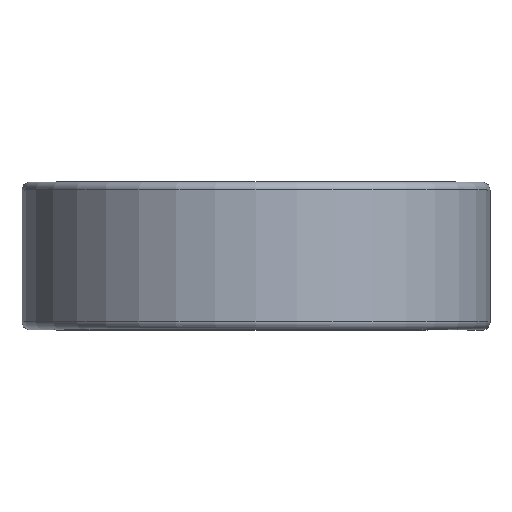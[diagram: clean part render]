
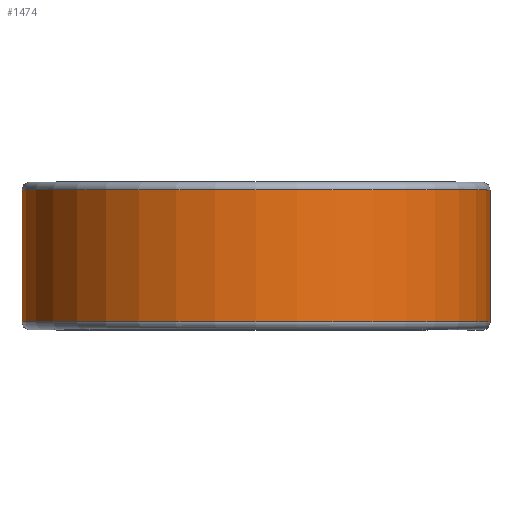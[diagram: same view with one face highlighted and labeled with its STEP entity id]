
A CAD part, top view. The second image highlights one B-rep face of the part: STEP entity #1474.
In plain terms, the highlighted cylindrical face has radius 22.644 mm (diameter 45.288 mm), a partial arc.
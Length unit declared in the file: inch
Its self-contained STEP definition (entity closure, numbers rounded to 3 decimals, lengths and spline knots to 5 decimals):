
#149 = LINE ( 'NONE', #1965, #2373 ) ;
#163 = DIRECTION ( 'NONE',  ( 0., 1., 0. ) ) ;
#204 = ORIENTED_EDGE ( 'NONE', *, *, #1519, .F. ) ;
#439 = VERTEX_POINT ( 'NONE', #831 ) ;
#561 = VERTEX_POINT ( 'NONE', #1229 ) ;
#618 = AXIS2_PLACEMENT_3D ( 'NONE', #1145, #2319, #1321 ) ;
#653 = ORIENTED_EDGE ( 'NONE', *, *, #1781, .T. ) ;
#831 = CARTESIAN_POINT ( 'NONE',  ( 0.8915, -0.25125, 0. ) ) ;
#895 = CARTESIAN_POINT ( 'NONE',  ( 0., 0.25125, -0.8915 ) ) ;
#1070 = CARTESIAN_POINT ( 'NONE',  ( 0., 0.25125, -0.8915 ) ) ;
#1114 = ORIENTED_EDGE ( 'NONE', *, *, #1382, .F. ) ;
#1145 = CARTESIAN_POINT ( 'NONE',  ( 0., 0.25125, 0. ) ) ;
#1185 = VERTEX_POINT ( 'NONE', #2343 ) ;
#1212 = DIRECTION ( 'NONE',  ( 0., -1., 0. ) ) ;
#1229 = CARTESIAN_POINT ( 'NONE',  ( 0., -0.25125, -0.8915 ) ) ;
#1321 = DIRECTION ( 'NONE',  ( 0., 0., -1. ) ) ;
#1382 = EDGE_CURVE ( 'NONE', #439, #561, #1389, .T. ) ;
#1389 = CIRCLE ( 'NONE', #1547, 0.8915 ) ;
#1400 = DIRECTION ( 'NONE',  ( 0., -1., 0. ) ) ;
#1436 = LINE ( 'NONE', #1070, #1939 ) ;
#1474 = ADVANCED_FACE ( 'NONE', ( #1628 ), #1873, .T. ) ;
#1519 = EDGE_CURVE ( 'NONE', #561, #2390, #1436, .T. ) ;
#1547 = AXIS2_PLACEMENT_3D ( 'NONE', #2209, #1212, #2382 ) ;
#1628 = FACE_OUTER_BOUND ( 'NONE', #1741, .T. ) ;
#1717 = EDGE_CURVE ( 'NONE', #439, #1185, #149, .T. ) ;
#1723 = CIRCLE ( 'NONE', #618, 0.8915 ) ;
#1734 = AXIS2_PLACEMENT_3D ( 'NONE', #2074, #1400, #2083 ) ;
#1741 = EDGE_LOOP ( 'NONE', ( #2400, #653, #204, #1114 ) ) ;
#1781 = EDGE_CURVE ( 'NONE', #1185, #2390, #1723, .T. ) ;
#1873 = CYLINDRICAL_SURFACE ( 'NONE', #1734, 0.8915 ) ;
#1939 = VECTOR ( 'NONE', #163, 39.37008 ) ;
#1965 = CARTESIAN_POINT ( 'NONE',  ( 0.8915, 0.25125, 0. ) ) ;
#2074 = CARTESIAN_POINT ( 'NONE',  ( 0., 0.25, 0. ) ) ;
#2083 = DIRECTION ( 'NONE',  ( 0., 0., -1. ) ) ;
#2209 = CARTESIAN_POINT ( 'NONE',  ( 0., -0.25125, 0. ) ) ;
#2303 = DIRECTION ( 'NONE',  ( 0., 1., 0. ) ) ;
#2319 = DIRECTION ( 'NONE',  ( 0., -1., 0. ) ) ;
#2343 = CARTESIAN_POINT ( 'NONE',  ( 0.8915, 0.25125, 0. ) ) ;
#2373 = VECTOR ( 'NONE', #2303, 39.37008 ) ;
#2382 = DIRECTION ( 'NONE',  ( 0., 0., -1. ) ) ;
#2390 = VERTEX_POINT ( 'NONE', #895 ) ;
#2400 = ORIENTED_EDGE ( 'NONE', *, *, #1717, .T. ) ;
